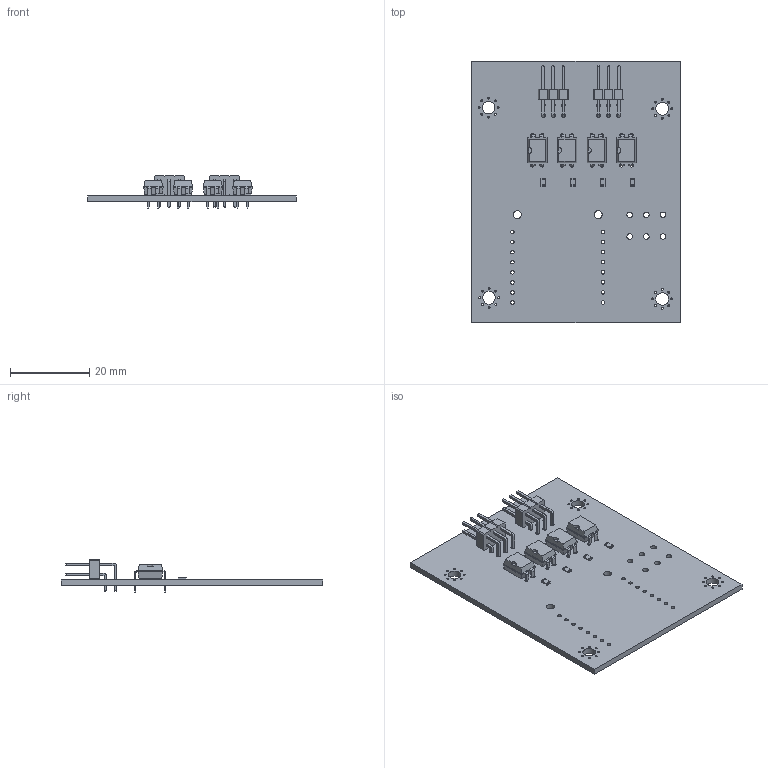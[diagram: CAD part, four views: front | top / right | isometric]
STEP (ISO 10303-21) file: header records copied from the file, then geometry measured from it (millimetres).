
FILE_DESCRIPTION(('KiCad electronic assembly'),'2;1');
FILE_NAME('remote-switch.step','2025-12-07T15:17:07',('Pcbnew'),('Kicad' ),'Open CASCADE STEP processor 7.8','KiCad to STEP converter', 'Unknown');
FILE_SCHEMA(('AUTOMOTIVE_DESIGN { 1 0 10303 214 1 1 1 1 }'));
Length unit declared in the file: millimetre
Products named in the file (5): remote-switch 1; R_0805_2012Metric; PinHeader_2x03_P2.54mm_Horizontal; DIP-4_W7.62mm; remote-switch_PCB
Assembly tree (11 placements, depth 2):
  remote-switch 1
    R_0805_2012Metric  x4
    PinHeader_2x03_P2.54mm_Horizontal  x2
    DIP-4_W7.62mm  x4
    remote-switch_PCB
Bounding box: 52.5 x 66 x 8.38 mm (x, y, z)
Volume: 5752 mm3; surface area: 8905.8 mm2
Topology: 11 solids, 11 shells, 814 faces, 2088 edges, 1320 vertices
Faces by surface type: plane 582, cylinder 168, bspline 64
Full cylindrical faces by diameter (mm): 0.5 x32, 0.8 x16, 0.9 x16, 1 x12, 1.4 x6, 2 x2, 3.2 x4
Entity records: 13107 total; most frequent: CARTESIAN_POINT 2208, ORIENTED_EDGE 1812, DIRECTION 1799, EDGE_CURVE 906, LINE 663, VECTOR 663, VERTEX_POINT 578, AXIS2_PLACEMENT_3D 568
